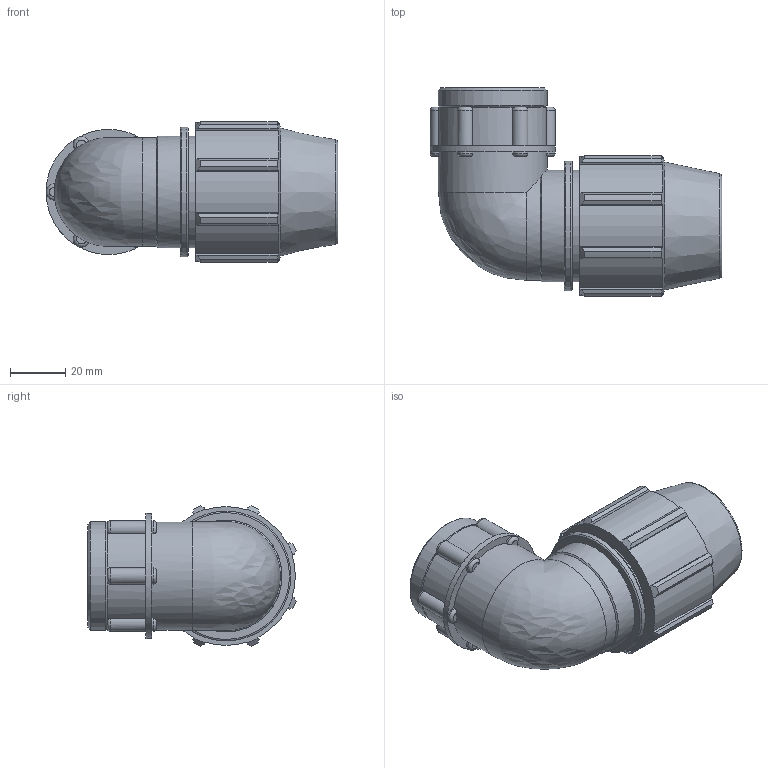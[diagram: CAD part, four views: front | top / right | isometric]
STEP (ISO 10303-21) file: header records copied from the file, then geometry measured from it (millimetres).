
FILE_DESCRIPTION(/* description */ ('PLASSON 90° ELBOW FEMALE ADAPTOR 25-1"'),/* implementation_level */ '2;1');
FILE_NAME(/* name */ '071500025010_181500025010_0715060250100A.ipt.stp',/* time_stamp */ '2017-06-06T17:16:08+03:00',/* author */ ('KIM'),/* organization */ (''),/* preprocessor_version */ 'ST-DEVELOPER v15.6',/* originating_system */ 'Autodesk Inventor 2015',/* authorisation */ '');
FILE_SCHEMA (('AUTOMOTIVE_DESIGN { 1 0 10303 214 3 1 1 }'));
Length unit declared in the file: millimetre
Products named in the file (1): 071500025010_181500025010_0715060250100A
Bounding box: 105.64 x 75.41 x 50.81 mm (x, y, z)
Volume: 118315.5 mm3; surface area: 32967.2 mm2
Topology: 1 solids, 1 shells, 139 faces, 370 edges, 237 vertices
Faces by surface type: plane 60, cylinder 46, cone 16, torus 15, bspline 2
Full cylindrical faces by diameter (mm): 21.204 x1, 25 x1, 27.262 x1, 30.291 x1, 39.378 x2, 40.5 x2, 45.285 x1, 46.98 x1
Entity records: 4597 total; most frequent: CARTESIAN_POINT 1112, DIRECTION 718, ORIENTED_EDGE 684, EDGE_CURVE 342, AXIS2_PLACEMENT_3D 298, VERTEX_POINT 232, EDGE_LOOP 168, CIRCLE 156
